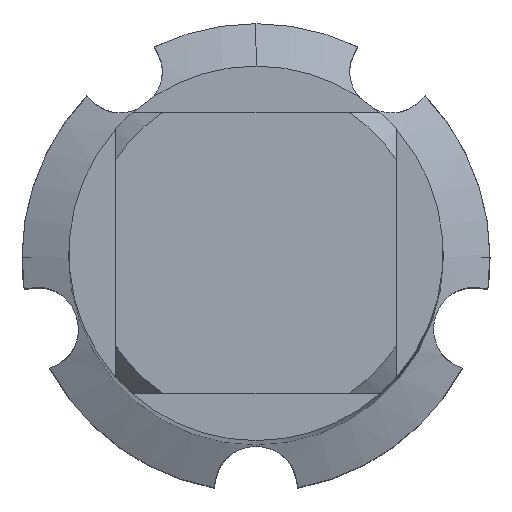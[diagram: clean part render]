
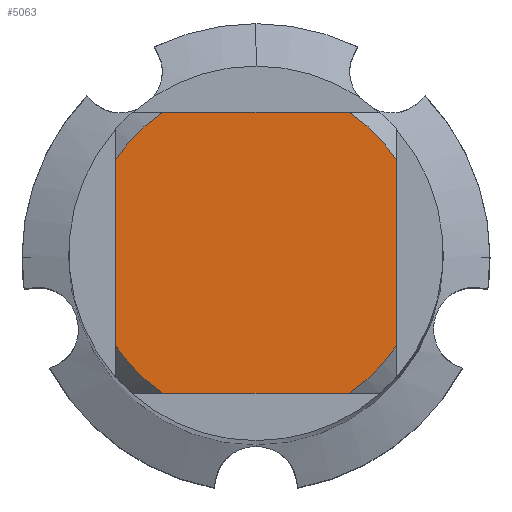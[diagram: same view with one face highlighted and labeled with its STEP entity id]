
A CAD part, top view. The second image highlights one B-rep face of the part: STEP entity #5063.
In plain terms, the highlighted planar face has unit normal (0, 0, 1).
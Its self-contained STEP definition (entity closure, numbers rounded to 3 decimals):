
#2131=VERTEX_POINT('',#6311);
#2225=EDGE_CURVE('',#3633,#5531,#6416,.T.);
#2279=EDGE_CURVE('',#3149,#4083,#6476,.T.);
#2395=EDGE_CURVE('',#2131,#5153,#6602,.T.);
#3035=EDGE_CURVE('',#3149,#5671,#7300,.T.);
#3149=VERTEX_POINT('',#7424);
#3297=EDGE_CURVE('',#3633,#5153,#7586,.T.);
#3633=VERTEX_POINT('',#7944);
#3743=EDGE_CURVE('',#2131,#5671,#8064,.T.);
#4065=EDGE_CURVE('',#5575,#5531,#8416,.T.);
#4083=VERTEX_POINT('',#8434);
#4499=EDGE_CURVE('',#5575,#4083,#8882,.T.);
#5063=ADVANCED_FACE('',(#9490),#9491,.T.);
#5153=VERTEX_POINT('',#9592);
#5531=VERTEX_POINT('',#10001);
#5575=VERTEX_POINT('',#10051);
#5671=VERTEX_POINT('',#10163);
#6311=CARTESIAN_POINT('',(-6.0,3.98,0.0));
#6416=CIRCLE('',#11069,7.2);
#6476=LINE('',#11172,#11173);
#6602=CIRCLE('',#11422,7.2);
#7300=CIRCLE('',#12738,7.2);
#7424=CARTESIAN_POINT('',(-3.98,-6.0,0.0));
#7586=LINE('',#13304,#13305);
#7944=CARTESIAN_POINT('',(3.98,6.0,0.0));
#8064=LINE('',#14199,#14200);
#8416=LINE('',#14836,#14837);
#8434=CARTESIAN_POINT('',(3.98,-6.0,0.0));
#8882=CIRCLE('',#15689,7.2);
#9490=FACE_OUTER_BOUND('',#17012,.T.);
#9491=PLANE('',#17013);
#9592=CARTESIAN_POINT('',(-3.98,6.0,0.0));
#10001=CARTESIAN_POINT('',(6.0,3.98,0.0));
#10051=CARTESIAN_POINT('',(6.0,-3.98,0.0));
#10163=CARTESIAN_POINT('',(-6.0,-3.98,0.0));
#11069=AXIS2_PLACEMENT_3D('',#19877,#19878,#19879);
#11172=CARTESIAN_POINT('',(0.0,-6.0,0.0));
#11173=VECTOR('',#20078,1.0);
#11422=AXIS2_PLACEMENT_3D('',#20215,#20216,#20217);
#12738=AXIS2_PLACEMENT_3D('',#20950,#20951,#20952);
#13304=CARTESIAN_POINT('',(0.0,6.0,0.0));
#13305=VECTOR('',#21266,1.0);
#14199=CARTESIAN_POINT('',(-6.0,1.8,0.0));
#14200=VECTOR('',#21767,1.0);
#14836=CARTESIAN_POINT('',(6.0,1.8,0.0));
#14837=VECTOR('',#22134,1.0);
#15689=AXIS2_PLACEMENT_3D('',#22568,#22569,#22570);
#17012=EDGE_LOOP('',(#23222,#23223,#23224,#23225,#23226,#23227,#23228,#23229));
#17013=AXIS2_PLACEMENT_3D('',#23230,#23231,#23232);
#19877=CARTESIAN_POINT('',(0.0,0.0,0.0));
#19878=DIRECTION('',(0.0,0.0,-1.0));
#19879=DIRECTION('',(0.0,1.0,0.0));
#20078=DIRECTION('',(1.0,0.0,0.0));
#20215=CARTESIAN_POINT('',(0.0,0.0,0.0));
#20216=DIRECTION('',(0.0,0.0,-1.0));
#20217=DIRECTION('',(0.0,1.0,0.0));
#20950=CARTESIAN_POINT('',(0.0,0.0,0.0));
#20951=DIRECTION('',(0.0,0.0,-1.0));
#20952=DIRECTION('',(0.0,1.0,0.0));
#21266=DIRECTION('',(-1.0,0.0,0.0));
#21767=DIRECTION('',(-0.0,-1.0,0.0));
#22134=DIRECTION('',(-0.0,1.0,0.0));
#22568=CARTESIAN_POINT('',(0.0,0.0,0.0));
#22569=DIRECTION('',(0.0,0.0,-1.0));
#22570=DIRECTION('',(0.0,1.0,0.0));
#23222=ORIENTED_EDGE('',*,*,#3743,.T.);
#23223=ORIENTED_EDGE('',*,*,#3035,.F.);
#23224=ORIENTED_EDGE('',*,*,#2279,.T.);
#23225=ORIENTED_EDGE('',*,*,#4499,.F.);
#23226=ORIENTED_EDGE('',*,*,#4065,.T.);
#23227=ORIENTED_EDGE('',*,*,#2225,.F.);
#23228=ORIENTED_EDGE('',*,*,#3297,.T.);
#23229=ORIENTED_EDGE('',*,*,#2395,.F.);
#23230=CARTESIAN_POINT('',(0.0,3.6,0.0));
#23231=DIRECTION('',(-0.0,0.0,1.0));
#23232=DIRECTION('',(0.0,-1.0,0.0));
